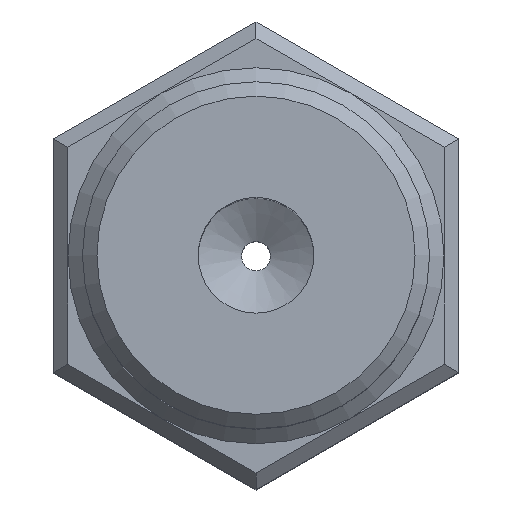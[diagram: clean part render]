
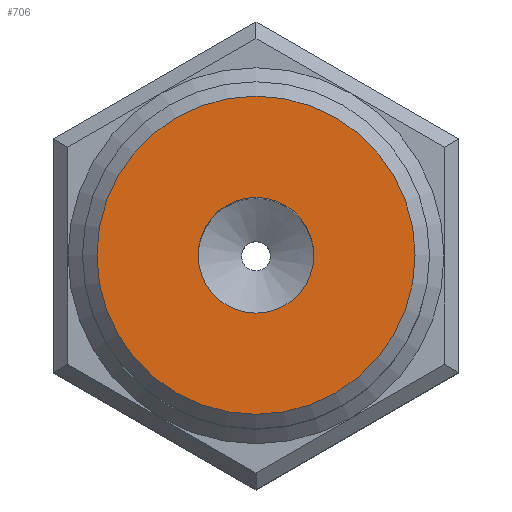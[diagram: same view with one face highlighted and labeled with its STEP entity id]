
A CAD part, top view. The second image highlights one B-rep face of the part: STEP entity #706.
In plain terms, the highlighted planar face has unit normal (0, 0, 1).
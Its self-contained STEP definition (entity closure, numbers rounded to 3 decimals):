
#36=CIRCLE('',#754,1.);
#37=CIRCLE('',#755,2.75);
#92=ORIENTED_EDGE('',*,*,#210,.T.);
#93=ORIENTED_EDGE('',*,*,#211,.T.);
#210=EDGE_CURVE('',#260,#260,#36,.T.);
#211=EDGE_CURVE('',#261,#261,#37,.F.);
#260=VERTEX_POINT('',#1014);
#261=VERTEX_POINT('',#1016);
#376=EDGE_LOOP('',(#92));
#377=EDGE_LOOP('',(#93));
#416=FACE_BOUND('',#376,.T.);
#417=FACE_BOUND('',#377,.T.);
#453=PLANE('',#753);
#706=ADVANCED_FACE('',(#416,#417),#453,.F.);
#753=AXIS2_PLACEMENT_3D('',#1012,#861,#862);
#754=AXIS2_PLACEMENT_3D('',#1013,#863,#864);
#755=AXIS2_PLACEMENT_3D('',#1015,#865,#866);
#861=DIRECTION('',(0.,0.,-1.));
#862=DIRECTION('',(-1.,0.,0.));
#863=DIRECTION('',(0.,0.,-1.));
#864=DIRECTION('',(-1.,0.,0.));
#865=DIRECTION('',(0.,0.,-1.));
#866=DIRECTION('',(-1.,0.,0.));
#1012=CARTESIAN_POINT('',(0.,0.,10.));
#1013=CARTESIAN_POINT('',(0.,0.,10.));
#1014=CARTESIAN_POINT('',(-1.,0.,10.));
#1015=CARTESIAN_POINT('',(0.,0.,10.));
#1016=CARTESIAN_POINT('',(-2.75,0.,10.));
